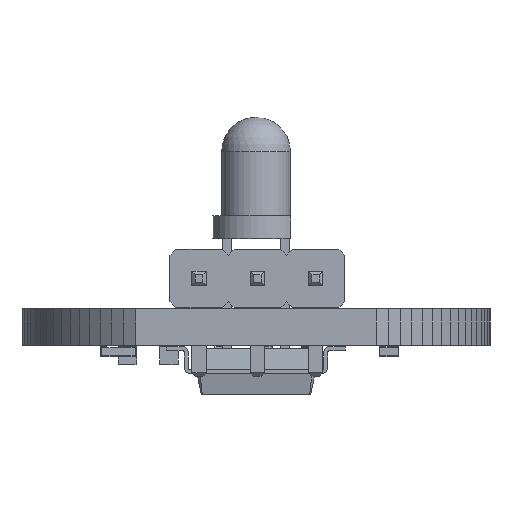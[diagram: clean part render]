
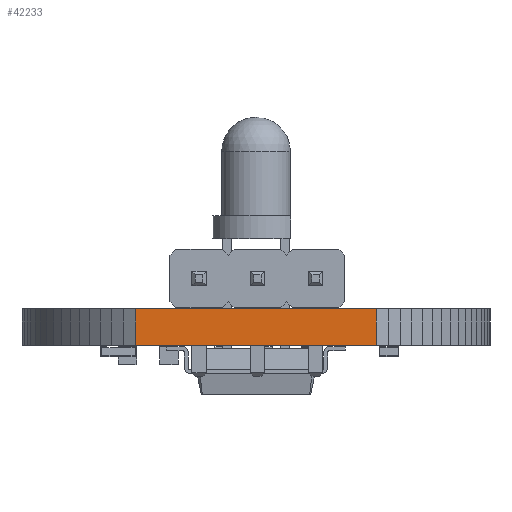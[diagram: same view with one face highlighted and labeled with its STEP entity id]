
A CAD part, front view. The second image highlights one B-rep face of the part: STEP entity #42233.
In plain terms, the highlighted planar face has unit normal (0, -1, 0).
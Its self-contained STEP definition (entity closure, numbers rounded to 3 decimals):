
#35197 = PLANE('',#35198);
#35198 = AXIS2_PLACEMENT_3D('',#35199,#35200,#35201);
#35199 = CARTESIAN_POINT('',(150.,-104.013,1.6));
#35200 = DIRECTION('',(-0.,-0.,-1.));
#35201 = DIRECTION('',(-1.,0.,0.));
#35251 = PLANE('',#35252);
#35252 = AXIS2_PLACEMENT_3D('',#35253,#35254,#35255);
#35253 = CARTESIAN_POINT('',(150.,-104.013,0.));
#35254 = DIRECTION('',(-0.,-0.,-1.));
#35255 = DIRECTION('',(-1.,0.,0.));
#36480 = VERTEX_POINT('',#36481);
#36481 = CARTESIAN_POINT('',(155.25,-118.,0.));
#36495 = PLANE('',#36496);
#36496 = AXIS2_PLACEMENT_3D('',#36497,#36498,#36499);
#36497 = CARTESIAN_POINT('',(155.25,-108.75,0.));
#36498 = DIRECTION('',(1.,0.,-0.));
#36499 = DIRECTION('',(0.,-1.,0.));
#36507 = EDGE_CURVE('',#36480,#36508,#36510,.T.);
#36508 = VERTEX_POINT('',#36509);
#36509 = CARTESIAN_POINT('',(144.75,-118.,0.));
#36510 = SURFACE_CURVE('',#36511,(#36515,#36522),.PCURVE_S1.);
#36511 = LINE('',#36512,#36513);
#36512 = CARTESIAN_POINT('',(155.25,-118.,0.));
#36513 = VECTOR('',#36514,1.);
#36514 = DIRECTION('',(-1.,0.,0.));
#36515 = PCURVE('',#35251,#36516);
#36516 = DEFINITIONAL_REPRESENTATION('',(#36517),#36521);
#36517 = LINE('',#36518,#36519);
#36518 = CARTESIAN_POINT('',(-5.25,-13.987));
#36519 = VECTOR('',#36520,1.);
#36520 = DIRECTION('',(1.,0.));
#36521 = ( GEOMETRIC_REPRESENTATION_CONTEXT(2) 
PARAMETRIC_REPRESENTATION_CONTEXT() REPRESENTATION_CONTEXT('2D SPACE',''
  ) );
#36522 = PCURVE('',#36523,#36528);
#36523 = PLANE('',#36524);
#36524 = AXIS2_PLACEMENT_3D('',#36525,#36526,#36527);
#36525 = CARTESIAN_POINT('',(155.25,-118.,0.));
#36526 = DIRECTION('',(0.,-1.,0.));
#36527 = DIRECTION('',(-1.,0.,0.));
#36528 = DEFINITIONAL_REPRESENTATION('',(#36529),#36533);
#36529 = LINE('',#36530,#36531);
#36530 = CARTESIAN_POINT('',(0.,-0.));
#36531 = VECTOR('',#36532,1.);
#36532 = DIRECTION('',(1.,0.));
#36533 = ( GEOMETRIC_REPRESENTATION_CONTEXT(2) 
PARAMETRIC_REPRESENTATION_CONTEXT() REPRESENTATION_CONTEXT('2D SPACE',''
  ) );
#36551 = PLANE('',#36552);
#36552 = AXIS2_PLACEMENT_3D('',#36553,#36554,#36555);
#36553 = CARTESIAN_POINT('',(144.75,-118.,0.));
#36554 = DIRECTION('',(-1.,0.,0.));
#36555 = DIRECTION('',(0.,1.,0.));
#38858 = VERTEX_POINT('',#38859);
#38859 = CARTESIAN_POINT('',(155.25,-118.,1.6));
#38880 = EDGE_CURVE('',#38858,#38881,#38883,.T.);
#38881 = VERTEX_POINT('',#38882);
#38882 = CARTESIAN_POINT('',(144.75,-118.,1.6));
#38883 = SURFACE_CURVE('',#38884,(#38888,#38895),.PCURVE_S1.);
#38884 = LINE('',#38885,#38886);
#38885 = CARTESIAN_POINT('',(155.25,-118.,1.6));
#38886 = VECTOR('',#38887,1.);
#38887 = DIRECTION('',(-1.,0.,0.));
#38888 = PCURVE('',#35197,#38889);
#38889 = DEFINITIONAL_REPRESENTATION('',(#38890),#38894);
#38890 = LINE('',#38891,#38892);
#38891 = CARTESIAN_POINT('',(-5.25,-13.987));
#38892 = VECTOR('',#38893,1.);
#38893 = DIRECTION('',(1.,0.));
#38894 = ( GEOMETRIC_REPRESENTATION_CONTEXT(2) 
PARAMETRIC_REPRESENTATION_CONTEXT() REPRESENTATION_CONTEXT('2D SPACE',''
  ) );
#38895 = PCURVE('',#36523,#38896);
#38896 = DEFINITIONAL_REPRESENTATION('',(#38897),#38901);
#38897 = LINE('',#38898,#38899);
#38898 = CARTESIAN_POINT('',(0.,-1.6));
#38899 = VECTOR('',#38900,1.);
#38900 = DIRECTION('',(1.,0.));
#38901 = ( GEOMETRIC_REPRESENTATION_CONTEXT(2) 
PARAMETRIC_REPRESENTATION_CONTEXT() REPRESENTATION_CONTEXT('2D SPACE',''
  ) );
#42185 = EDGE_CURVE('',#36480,#38858,#42186,.T.);
#42186 = SURFACE_CURVE('',#42187,(#42191,#42198),.PCURVE_S1.);
#42187 = LINE('',#42188,#42189);
#42188 = CARTESIAN_POINT('',(155.25,-118.,0.));
#42189 = VECTOR('',#42190,1.);
#42190 = DIRECTION('',(0.,0.,1.));
#42191 = PCURVE('',#36495,#42192);
#42192 = DEFINITIONAL_REPRESENTATION('',(#42193),#42197);
#42193 = LINE('',#42194,#42195);
#42194 = CARTESIAN_POINT('',(9.25,0.));
#42195 = VECTOR('',#42196,1.);
#42196 = DIRECTION('',(0.,-1.));
#42197 = ( GEOMETRIC_REPRESENTATION_CONTEXT(2) 
PARAMETRIC_REPRESENTATION_CONTEXT() REPRESENTATION_CONTEXT('2D SPACE',''
  ) );
#42198 = PCURVE('',#36523,#42199);
#42199 = DEFINITIONAL_REPRESENTATION('',(#42200),#42204);
#42200 = LINE('',#42201,#42202);
#42201 = CARTESIAN_POINT('',(0.,-0.));
#42202 = VECTOR('',#42203,1.);
#42203 = DIRECTION('',(0.,-1.));
#42204 = ( GEOMETRIC_REPRESENTATION_CONTEXT(2) 
PARAMETRIC_REPRESENTATION_CONTEXT() REPRESENTATION_CONTEXT('2D SPACE',''
  ) );
#42233 = ADVANCED_FACE('',(#42234),#36523,.T.);
#42234 = FACE_BOUND('',#42235,.T.);
#42235 = EDGE_LOOP('',(#42236,#42237,#42238,#42259));
#42236 = ORIENTED_EDGE('',*,*,#42185,.T.);
#42237 = ORIENTED_EDGE('',*,*,#38880,.T.);
#42238 = ORIENTED_EDGE('',*,*,#42239,.F.);
#42239 = EDGE_CURVE('',#36508,#38881,#42240,.T.);
#42240 = SURFACE_CURVE('',#42241,(#42245,#42252),.PCURVE_S1.);
#42241 = LINE('',#42242,#42243);
#42242 = CARTESIAN_POINT('',(144.75,-118.,0.));
#42243 = VECTOR('',#42244,1.);
#42244 = DIRECTION('',(0.,0.,1.));
#42245 = PCURVE('',#36523,#42246);
#42246 = DEFINITIONAL_REPRESENTATION('',(#42247),#42251);
#42247 = LINE('',#42248,#42249);
#42248 = CARTESIAN_POINT('',(10.5,0.));
#42249 = VECTOR('',#42250,1.);
#42250 = DIRECTION('',(0.,-1.));
#42251 = ( GEOMETRIC_REPRESENTATION_CONTEXT(2) 
PARAMETRIC_REPRESENTATION_CONTEXT() REPRESENTATION_CONTEXT('2D SPACE',''
  ) );
#42252 = PCURVE('',#36551,#42253);
#42253 = DEFINITIONAL_REPRESENTATION('',(#42254),#42258);
#42254 = LINE('',#42255,#42256);
#42255 = CARTESIAN_POINT('',(0.,0.));
#42256 = VECTOR('',#42257,1.);
#42257 = DIRECTION('',(0.,-1.));
#42258 = ( GEOMETRIC_REPRESENTATION_CONTEXT(2) 
PARAMETRIC_REPRESENTATION_CONTEXT() REPRESENTATION_CONTEXT('2D SPACE',''
  ) );
#42259 = ORIENTED_EDGE('',*,*,#36507,.F.);
